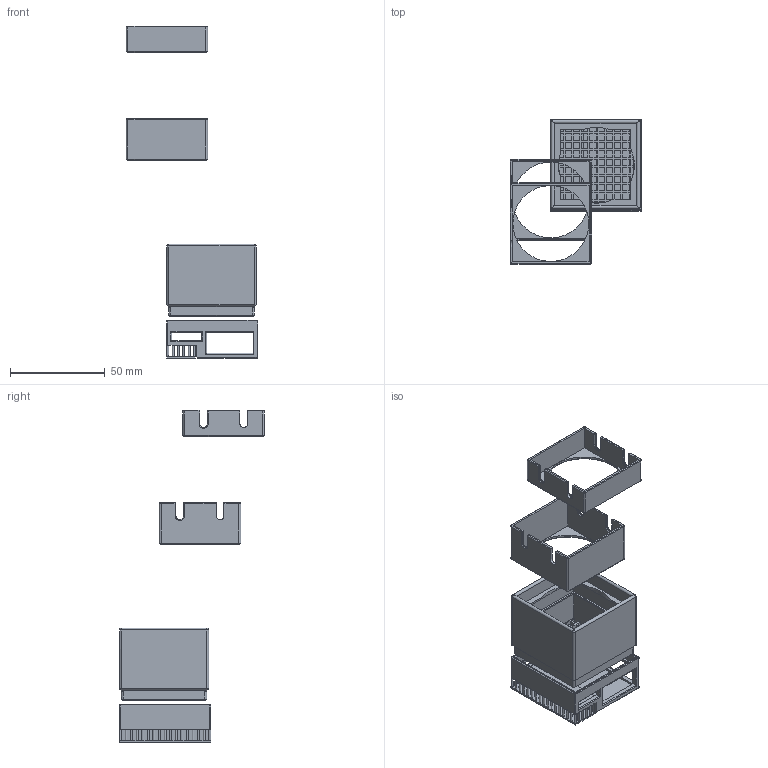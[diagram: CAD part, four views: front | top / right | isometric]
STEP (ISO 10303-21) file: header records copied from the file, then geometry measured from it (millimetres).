
FILE_DESCRIPTION(/* description */ (''),/* implementation_level */ '2;1');
FILE_NAME(/* name */ 'Ehecatl filter.step',/* time_stamp */ '2021-09-03T08:39:31-05:00',/* author */ (''),/* organization */ (''),/* preprocessor_version */ 'ST-DEVELOPER v18.1',/* originating_system */ 'Autodesk Translation Framework v10.10.0.1391',/* authorisation */ '');
FILE_SCHEMA (('AUTOMOTIVE_DESIGN { 1 0 10303 214 3 1 1 }'));
Length unit declared in the file: millimetre
Products named in the file (5): Ehecatl filter (v17~recovered); Base; container; 20mm fan holder; slim fan holder
Assembly tree (4 placements, depth 2):
  Ehecatl filter (v17~recovered)
    Base
    container
    20mm fan holder
    slim fan holder
Bounding box: 69.5 x 76.35 x 174.87 mm (x, y, z)
Volume: 35216.6 mm3; surface area: 43727.6 mm2
Topology: 4 solids, 4 shells, 938 faces, 2554 edges, 1583 vertices
Faces by surface type: plane 639, cylinder 231, sphere 26, cone 16, bspline 14, torus 12
Full cylindrical faces by diameter (mm): 1 x102, 40 x2
Entity records: 28440 total; most frequent: CARTESIAN_POINT 4957, ORIENTED_EDGE 4916, DIRECTION 4669, EDGE_CURVE 2458, LINE 1923, VECTOR 1923, VERTEX_POINT 1535, AXIS2_PLACEMENT_3D 1373
